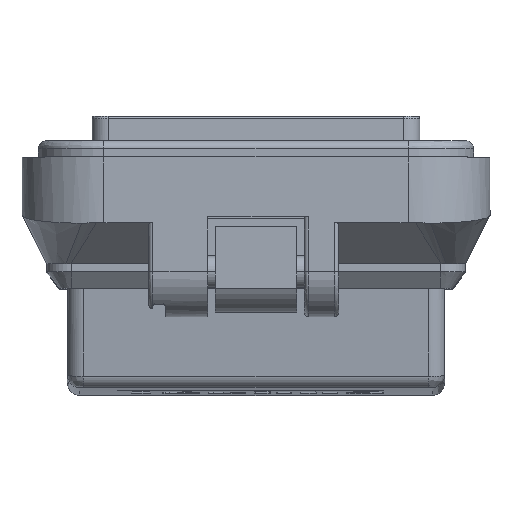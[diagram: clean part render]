
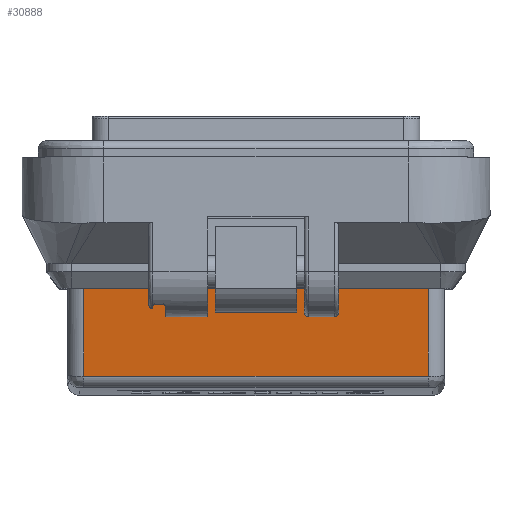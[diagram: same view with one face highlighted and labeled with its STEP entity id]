
A CAD part, top view. The second image highlights one B-rep face of the part: STEP entity #30888.
In plain terms, the highlighted face is planar.
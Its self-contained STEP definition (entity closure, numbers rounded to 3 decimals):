
#412 = CARTESIAN_POINT ( 'NONE',  ( -30.841, -21., -12. ) ) ;
#659 = DIRECTION ( 'NONE',  ( -0.092, 0., 0.996 ) ) ;
#1033 = DIRECTION ( 'NONE',  ( -0.996, 0., -0.092 ) ) ;
#2000 = CARTESIAN_POINT ( 'NONE',  ( -31.861, 5., -1. ) ) ;
#2596 = ORIENTED_EDGE ( 'NONE', *, *, #43934, .T. ) ;
#2675 = EDGE_CURVE ( 'NONE', #10098, #34455, #43018, .T. ) ;
#2707 = LINE ( 'NONE', #21063, #22817 ) ;
#2805 = VECTOR ( 'NONE', #29834, 1000. ) ;
#3282 = CARTESIAN_POINT ( 'NONE',  ( -31.861, -5., -1. ) ) ;
#3686 = CARTESIAN_POINT ( 'NONE',  ( -31.861, -23., -1. ) ) ;
#4015 = VECTOR ( 'NONE', #46226, 1000. ) ;
#4314 = CARTESIAN_POINT ( 'NONE',  ( -31.954, -21., 0. ) ) ;
#4556 = CARTESIAN_POINT ( 'NONE',  ( -30.841, -23., -12. ) ) ;
#4599 = CARTESIAN_POINT ( 'NONE',  ( -30.958, 21., -10.733 ) ) ;
#5018 = PLANE ( 'NONE',  #41950 ) ;
#6498 = LINE ( 'NONE', #3686, #4015 ) ;
#6518 = DIRECTION ( 'NONE',  ( 0., -1., 0. ) ) ;
#8628 = EDGE_CURVE ( 'NONE', #24627, #45646, #33191, .T. ) ;
#9784 = ORIENTED_EDGE ( 'NONE', *, *, #29093, .T. ) ;
#10098 = VERTEX_POINT ( 'NONE', #2000 ) ;
#10136 = CARTESIAN_POINT ( 'NONE',  ( -31.861, 5., -1. ) ) ;
#10960 = VECTOR ( 'NONE', #19374, 1000. ) ;
#11620 = CARTESIAN_POINT ( 'NONE',  ( -31.954, -23., 0. ) ) ;
#11727 = ORIENTED_EDGE ( 'NONE', *, *, #8628, .T. ) ;
#12342 = DIRECTION ( 'NONE',  ( -0.092, 0., 0.996 ) ) ;
#14824 = ORIENTED_EDGE ( 'NONE', *, *, #39770, .T. ) ;
#16145 = VECTOR ( 'NONE', #29910, 1000. ) ;
#16233 = EDGE_CURVE ( 'NONE', #24015, #38429, #33703, .T. ) ;
#16418 = VECTOR ( 'NONE', #25185, 1000. ) ;
#17757 = DIRECTION ( 'NONE',  ( 0., -1., 0. ) ) ;
#19004 = EDGE_LOOP ( 'NONE', ( #42870, #31884, #9784, #2596 ) ) ;
#19374 = DIRECTION ( 'NONE',  ( 0., 1., 0. ) ) ;
#21063 = CARTESIAN_POINT ( 'NONE',  ( -31.676, -5., -3. ) ) ;
#21371 = LINE ( 'NONE', #35926, #36505 ) ;
#22082 = LINE ( 'NONE', #36386, #2805 ) ;
#22817 = VECTOR ( 'NONE', #17757, 1000. ) ;
#23486 = VERTEX_POINT ( 'NONE', #27907 ) ;
#24015 = VERTEX_POINT ( 'NONE', #4314 ) ;
#24627 = VERTEX_POINT ( 'NONE', #3282 ) ;
#25185 = DIRECTION ( 'NONE',  ( 0.092, 0., -0.996 ) ) ;
#27907 = CARTESIAN_POINT ( 'NONE',  ( -30.958, -21., -10.733 ) ) ;
#29093 = EDGE_CURVE ( 'NONE', #38429, #45555, #22082, .T. ) ;
#29834 = DIRECTION ( 'NONE',  ( 0.092, 0., -0.996 ) ) ;
#29910 = DIRECTION ( 'NONE',  ( 0.092, 0., -0.996 ) ) ;
#30593 = CARTESIAN_POINT ( 'NONE',  ( -31.861, -5., -1. ) ) ;
#30888 = ADVANCED_FACE ( 'NONE', ( #36767, #34164 ), #5018, .T. ) ;
#31884 = ORIENTED_EDGE ( 'NONE', *, *, #16233, .T. ) ;
#31969 = EDGE_LOOP ( 'NONE', ( #14824, #11727, #40108, #40886 ) ) ;
#33191 = LINE ( 'NONE', #30593, #16145 ) ;
#33703 = LINE ( 'NONE', #11620, #10960 ) ;
#34164 = FACE_OUTER_BOUND ( 'NONE', #19004, .T. ) ;
#34455 = VERTEX_POINT ( 'NONE', #35011 ) ;
#35011 = CARTESIAN_POINT ( 'NONE',  ( -31.676, 5., -3. ) ) ;
#35926 = CARTESIAN_POINT ( 'NONE',  ( -30.958, -23., -10.733 ) ) ;
#36386 = CARTESIAN_POINT ( 'NONE',  ( -30.841, 21., -12. ) ) ;
#36505 = VECTOR ( 'NONE', #6518, 1000. ) ;
#36767 = FACE_BOUND ( 'NONE', #31969, .T. ) ;
#38429 = VERTEX_POINT ( 'NONE', #38640 ) ;
#38640 = CARTESIAN_POINT ( 'NONE',  ( -31.954, 21., 0. ) ) ;
#39279 = CARTESIAN_POINT ( 'NONE',  ( -31.676, -5., -3. ) ) ;
#39770 = EDGE_CURVE ( 'NONE', #10098, #24627, #6498, .T. ) ;
#39992 = EDGE_CURVE ( 'NONE', #34455, #45646, #2707, .T. ) ;
#40108 = ORIENTED_EDGE ( 'NONE', *, *, #39992, .F. ) ;
#40839 = LINE ( 'NONE', #412, #43946 ) ;
#40886 = ORIENTED_EDGE ( 'NONE', *, *, #2675, .F. ) ;
#41950 = AXIS2_PLACEMENT_3D ( 'NONE', #4556, #1033, #12342 ) ;
#42870 = ORIENTED_EDGE ( 'NONE', *, *, #43007, .T. ) ;
#43007 = EDGE_CURVE ( 'NONE', #23486, #24015, #40839, .T. ) ;
#43018 = LINE ( 'NONE', #10136, #16418 ) ;
#43934 = EDGE_CURVE ( 'NONE', #45555, #23486, #21371, .T. ) ;
#43946 = VECTOR ( 'NONE', #659, 1000. ) ;
#45555 = VERTEX_POINT ( 'NONE', #4599 ) ;
#45646 = VERTEX_POINT ( 'NONE', #39279 ) ;
#46226 = DIRECTION ( 'NONE',  ( 0., -1., 0. ) ) ;
